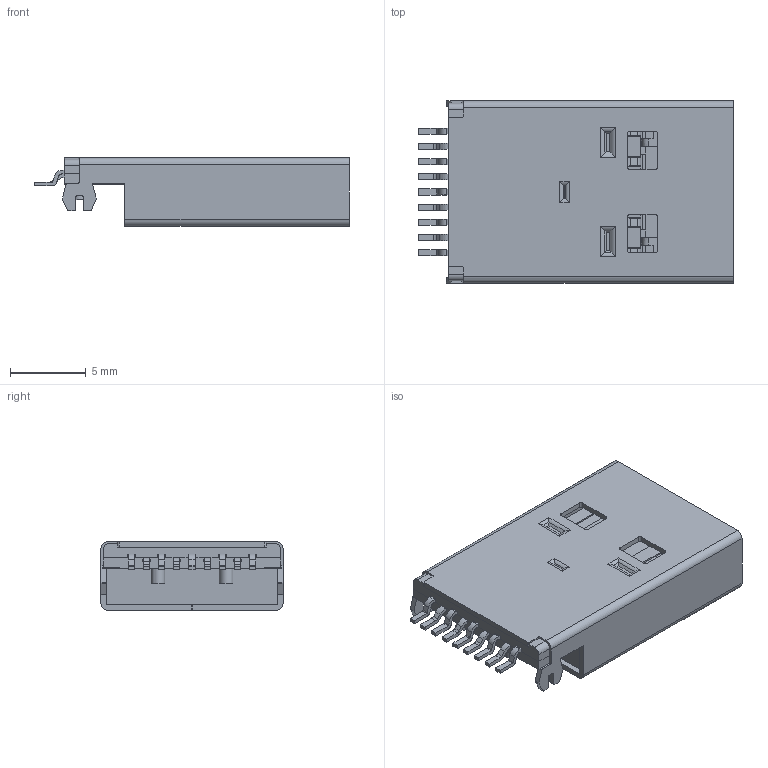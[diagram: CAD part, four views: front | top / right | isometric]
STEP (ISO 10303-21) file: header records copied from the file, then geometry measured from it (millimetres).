
FILE_DESCRIPTION(('FreeCAD Model'),'2;1');
FILE_NAME( 'USB3_A_Plug_Wuerth_692112030100_Horizontal.step', '2018-01-12T12:24:51',('kicad StepUp'),('ksu MCAD'), 'Open CASCADE STEP processor 7.1','FreeCAD','Unknown');
FILE_SCHEMA(('AUTOMOTIVE_DESIGN { 1 0 10303 214 1 1 1 1 }'));
Length unit declared in the file: millimetre
Products named in the file (1): USB3_A_Plug_Wuerth_692112030100_Horizontal
Bounding box: 20.75 x 12 x 4.5 mm (x, y, z)
Volume: 623.1 mm3; surface area: 1473 mm2
Topology: 1 solids, 12 shells, 918 faces, 2729 edges, 1731 vertices
Faces by surface type: plane 718, cylinder 200
Full cylindrical faces by diameter (mm): 0.5 x2, 0.9 x2
Entity records: 36837 total; most frequent: ORIENTED_EDGE 5474, CARTESIAN_POINT 5383, DIRECTION 4974, EDGE_CURVE 2729, LINE 2314, VECTOR 2314, VERTEX_POINT 1731, AXIS2_PLACEMENT_3D 1330
